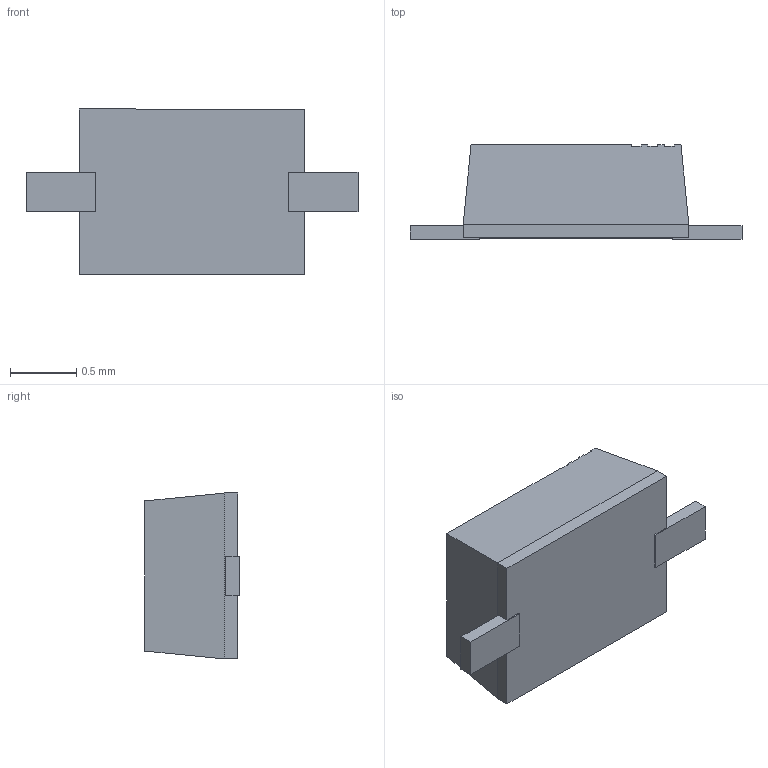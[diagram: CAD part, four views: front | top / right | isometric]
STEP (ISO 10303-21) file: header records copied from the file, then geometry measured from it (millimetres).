
FILE_DESCRIPTION (( 'STEP AP214' ), '1' );
FILE_NAME ('1SS355VMTE-17.STEP', '2021-11-18T13:53:37', ( '' ), ( '' ), 'SwSTEP 2.0', 'SolidWorks 2018', '' );
FILE_SCHEMA (( 'AUTOMOTIVE_DESIGN' ));
Length unit declared in the file: millimetre
Products named in the file (2): 1SS355VMTE-17
Bounding box: 2.5 x 0.71 x 1.25 mm (x, y, z)
Volume: 1.4 mm3; surface area: 9 mm2
Topology: 3 solids, 3 shells, 42 faces, 104 edges, 68 vertices
Faces by surface type: plane 42
Entity records: 1745 total; most frequent: CARTESIAN_POINT 216, ORIENTED_EDGE 208, DIRECTION 192, VECTOR 104, EDGE_CURVE 104, LINE 104, VERTEX_POINT 68, UNCERTAINTY_MEASURE_WITH_UNIT 47
